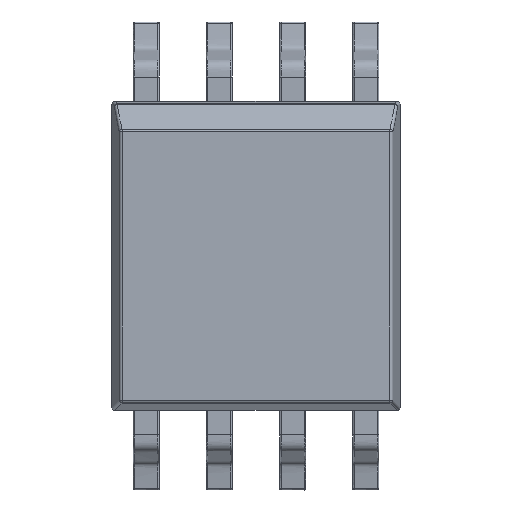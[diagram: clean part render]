
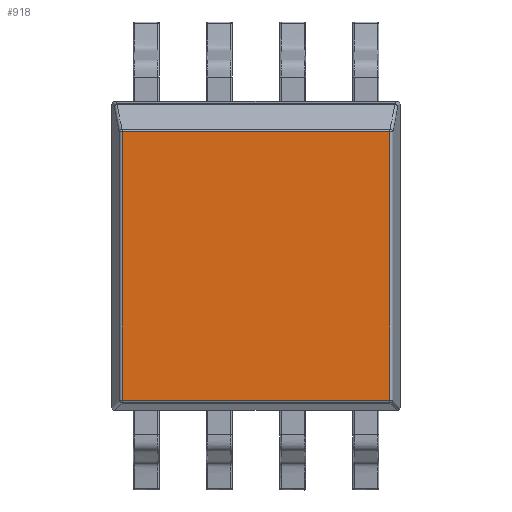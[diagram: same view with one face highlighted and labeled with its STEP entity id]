
A CAD part, top view. The second image highlights one B-rep face of the part: STEP entity #918.
In plain terms, the highlighted planar face has unit normal (0, 0, 1).
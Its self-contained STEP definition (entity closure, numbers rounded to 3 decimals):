
#541=CARTESIAN_POINT('',(2.326,-1.526,2.0));
#542=VERTEX_POINT('',#541);
#550=CARTESIAN_POINT('',(-2.326,-1.526,2.0));
#551=VERTEX_POINT('',#550);
#552=CARTESIAN_POINT('',(-2.326,-1.526,2.0));
#553=DIRECTION('',(1.0,0.0,0.0));
#554=VECTOR('',#553,4.652);
#555=LINE('',#552,#554);
#556=EDGE_CURVE('',#551,#542,#555,.T.);
#875=CARTESIAN_POINT('',(-2.326,3.138,2.0));
#876=VERTEX_POINT('',#875);
#877=CARTESIAN_POINT('',(-2.326,3.138,2.0));
#878=DIRECTION('',(0.0,-1.0,0.0));
#879=VECTOR('',#878,4.664);
#880=LINE('',#877,#879);
#881=EDGE_CURVE('',#876,#551,#880,.T.);
#895=CARTESIAN_POINT('',(-2.415,-0.241,2.0));
#896=DIRECTION('',(0.0,0.0,1.0));
#897=DIRECTION('',(1.0,0.0,0.0));
#898=AXIS2_PLACEMENT_3D('',#895,#896,#897);
#899=PLANE('',#898);
#900=CARTESIAN_POINT('',(2.326,3.138,2.0));
#901=VERTEX_POINT('',#900);
#902=CARTESIAN_POINT('',(2.326,-1.526,2.0));
#903=DIRECTION('',(0.0,1.0,0.0));
#904=VECTOR('',#903,4.664);
#905=LINE('',#902,#904);
#906=EDGE_CURVE('',#542,#901,#905,.T.);
#907=ORIENTED_EDGE('',*,*,#906,.T.);
#908=CARTESIAN_POINT('',(2.326,3.138,2.0));
#909=DIRECTION('',(-1.0,0.0,0.0));
#910=VECTOR('',#909,4.652);
#911=LINE('',#908,#910);
#912=EDGE_CURVE('',#901,#876,#911,.T.);
#913=ORIENTED_EDGE('',*,*,#912,.T.);
#914=ORIENTED_EDGE('',*,*,#881,.T.);
#915=ORIENTED_EDGE('',*,*,#556,.T.);
#916=EDGE_LOOP('',(#907,#913,#914,#915));
#917=FACE_OUTER_BOUND('',#916,.T.);
#918=ADVANCED_FACE('',(#917),#899,.T.);
